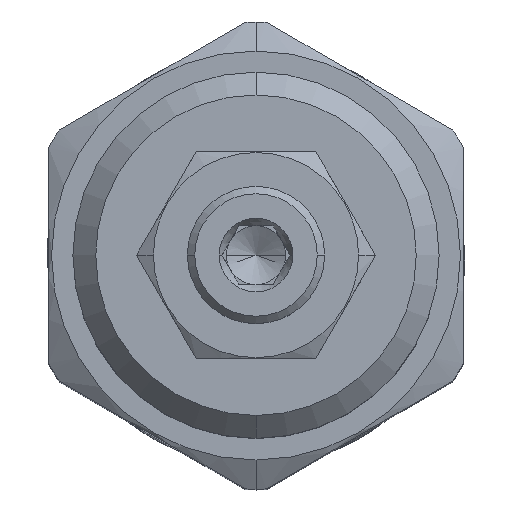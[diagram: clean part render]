
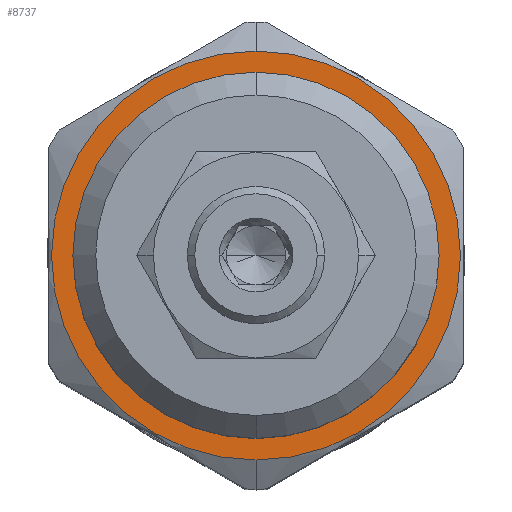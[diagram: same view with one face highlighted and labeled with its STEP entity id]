
A CAD part, top view. The second image highlights one B-rep face of the part: STEP entity #8737.
In plain terms, the highlighted planar face has unit normal (0, 0, 1).
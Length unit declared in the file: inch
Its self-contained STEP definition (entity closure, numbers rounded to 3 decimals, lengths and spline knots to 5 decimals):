
#105=CARTESIAN_POINT('',(0.,0.,4.573));
#106=DIRECTION('',(0.,0.,1.));
#107=DIRECTION('',(0.,-1.,0.));
#108=AXIS2_PLACEMENT_3D('',#105,#106,#107);
#198=CARTESIAN_POINT('',(0.,0.,4.573));
#199=DIRECTION('',(0.,0.,-1.));
#200=DIRECTION('',(0.,-1.,0.));
#201=AXIS2_PLACEMENT_3D('',#198,#199,#200);
#370=CARTESIAN_POINT('',(0.,0.,4.573));
#371=DIRECTION('',(0.,0.,1.));
#372=DIRECTION('',(0.,-1.,0.));
#373=AXIS2_PLACEMENT_3D('',#370,#371,#372);
#375=CARTESIAN_POINT('',(0.,0.,4.573));
#376=DIRECTION('',(0.,0.,-1.));
#377=DIRECTION('',(0.,-1.,0.));
#378=AXIS2_PLACEMENT_3D('',#375,#376,#377);
#8033=CARTESIAN_POINT('',(0.,-0.555,4.573));
#8035=VERTEX_POINT('',#8033);
#8041=CARTESIAN_POINT('',(0.,0.555,4.573));
#8043=VERTEX_POINT('',#8041);
#8049=CARTESIAN_POINT('',(0.,-0.497,4.573));
#8050=CARTESIAN_POINT('',(0.,0.497,4.573));
#8051=VERTEX_POINT('',#8049);
#8052=VERTEX_POINT('',#8050);
#8722=CARTESIAN_POINT('',(0.,0.,4.573));
#8723=DIRECTION('',(0.,0.,1.));
#8724=DIRECTION('',(0.,-1.,0.));
#8725=AXIS2_PLACEMENT_3D('',#8722,#8723,#8724);
#8726=PLANE('',#8725);
#8727=ORIENTED_EDGE('',*,*,#8619,.T.);
#8728=ORIENTED_EDGE('',*,*,#8533,.F.);
#8729=EDGE_LOOP('',(#8727,#8728));
#8730=FACE_OUTER_BOUND('',#8729,.F.);
#8732=ORIENTED_EDGE('',*,*,#8731,.T.);
#8734=ORIENTED_EDGE('',*,*,#8733,.F.);
#8735=EDGE_LOOP('',(#8732,#8734));
#8736=FACE_BOUND('',#8735,.F.);
#8737=ADVANCED_FACE('',(#8730,#8736),#8726,.T.);
#109=CIRCLE('',#108,0.555);
#202=CIRCLE('',#201,0.555);
#374=CIRCLE('',#373,0.497);
#379=CIRCLE('',#378,0.497);
#8533=EDGE_CURVE('',#8035,#8043,#109,.T.);
#8619=EDGE_CURVE('',#8035,#8043,#202,.T.);
#8731=EDGE_CURVE('',#8051,#8052,#374,.T.);
#8733=EDGE_CURVE('',#8051,#8052,#379,.T.);
